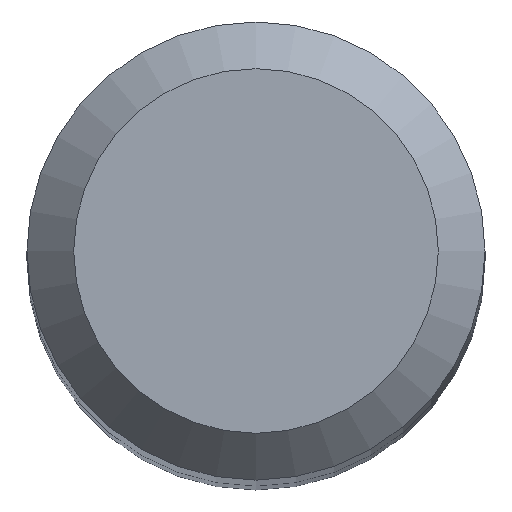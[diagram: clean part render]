
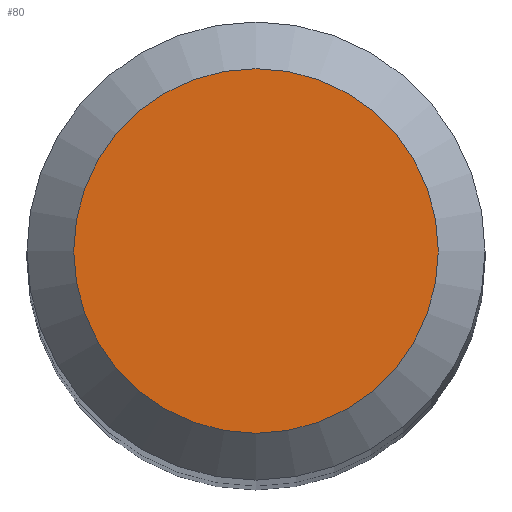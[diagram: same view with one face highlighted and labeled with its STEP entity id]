
A CAD part, top view. The second image highlights one B-rep face of the part: STEP entity #80.
In plain terms, the highlighted planar face has unit normal (0, 0, 1).
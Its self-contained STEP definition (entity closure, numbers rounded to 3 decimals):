
#10 = DIRECTION ( 'NONE',  ( 0., 0., -1. ) ) ;
#11 = EDGE_CURVE ( 'NONE', #125, #125, #130, .T. ) ;
#40 = CARTESIAN_POINT ( 'NONE',  ( 0., 0., 62. ) ) ;
#56 = FACE_OUTER_BOUND ( 'NONE', #145, .T. ) ;
#80 = ADVANCED_FACE ( 'NONE', ( #56 ), #111, .F. ) ;
#90 = DIRECTION ( 'NONE',  ( 0., 0., -1. ) ) ;
#96 = DIRECTION ( 'NONE',  ( 0., 1., 0. ) ) ;
#102 = CARTESIAN_POINT ( 'NONE',  ( 0., 1.95, 62. ) ) ;
#111 = PLANE ( 'NONE',  #190 ) ;
#125 = VERTEX_POINT ( 'NONE', #102 ) ;
#130 = CIRCLE ( 'NONE', #149, 1.95 ) ;
#143 = ORIENTED_EDGE ( 'NONE', *, *, #11, .F. ) ;
#145 = EDGE_LOOP ( 'NONE', ( #143 ) ) ;
#149 = AXIS2_PLACEMENT_3D ( 'NONE', #159, #10, #96 ) ;
#159 = CARTESIAN_POINT ( 'NONE',  ( 0., 0., 62. ) ) ;
#184 = DIRECTION ( 'NONE',  ( 0., 1., 0. ) ) ;
#190 = AXIS2_PLACEMENT_3D ( 'NONE', #40, #90, #184 ) ;
